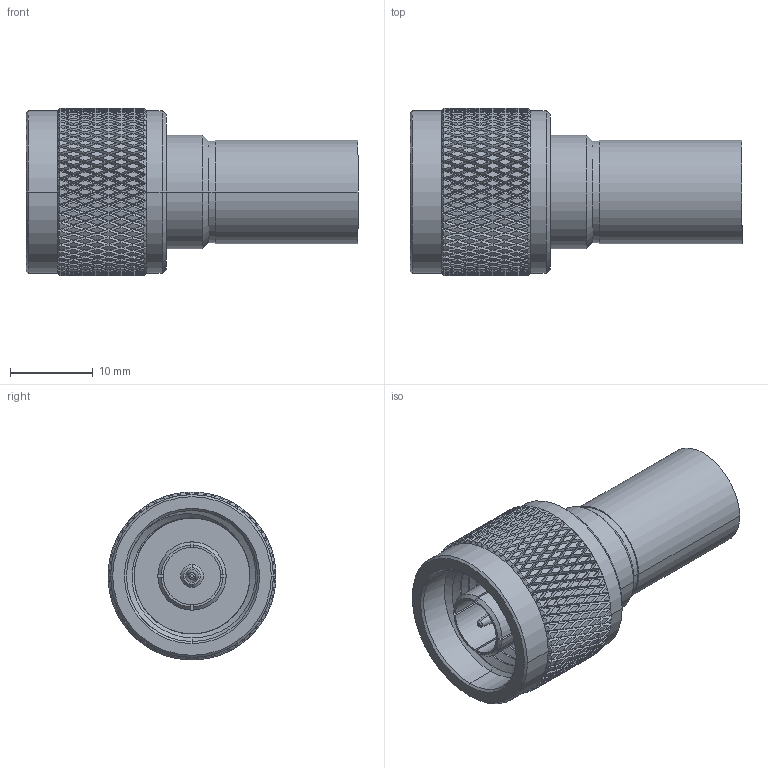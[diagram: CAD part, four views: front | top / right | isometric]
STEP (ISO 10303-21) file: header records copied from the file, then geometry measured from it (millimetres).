
FILE_DESCRIPTION (( 'STEP AP214' ), '1' );
FILE_NAME ('SC9104.STEP', '2018-03-15T14:58:43', ( '' ), ( '' ), 'SwSTEP 2.0', 'SolidWorks 2017', '' );
FILE_SCHEMA (( 'AUTOMOTIVE_DESIGN' ));
Length unit declared in the file: inch
Products named in the file (1): SC9104
Bounding box: 40.21 x 20.32 x 20.32 mm (x, y, z)
Volume: 5116.9 mm3; surface area: 5079.5 mm2
Topology: 1 solids, 1 shells, 2736 faces, 5742 edges, 3017 vertices
Faces by surface type: bspline 2163, cylinder 519, plane 27, cone 25, torus 2
Entity records: 103859 total; most frequent: CARTESIAN_POINT 69220, ORIENTED_EDGE 11484, EDGE_CURVE 5742, VERTEX_POINT 3017, EDGE_LOOP 2745, FACE_OUTER_BOUND 2736, ADVANCED_FACE 2736, B_SPLINE_CURVE_WITH_KNOTS 2537
